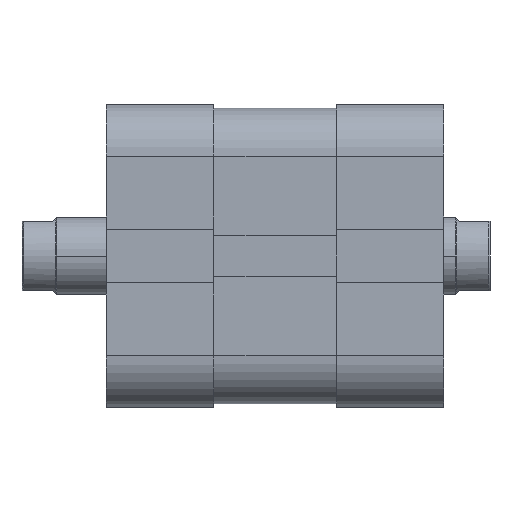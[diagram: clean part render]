
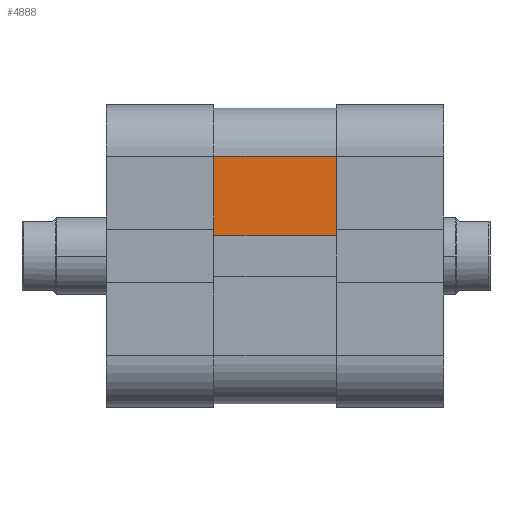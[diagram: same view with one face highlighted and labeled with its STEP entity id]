
A CAD part, front view. The second image highlights one B-rep face of the part: STEP entity #4888.
In plain terms, the highlighted face is planar.
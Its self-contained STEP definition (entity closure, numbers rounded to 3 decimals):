
#26 = CARTESIAN_POINT ( 'NONE',  ( 38.5, 16.55, -16. ) ) ;
#244 = VERTEX_POINT ( 'NONE', #26 ) ;
#516 = VERTEX_POINT ( 'NONE', #533 ) ;
#533 = CARTESIAN_POINT ( 'NONE',  ( 38.5, 6.25, -16. ) ) ;
#554 = VERTEX_POINT ( 'NONE', #571 ) ;
#562 = VERTEX_POINT ( 'NONE', #574 ) ;
#571 = CARTESIAN_POINT ( 'NONE',  ( 38.5, 6.25, 0. ) ) ;
#574 = CARTESIAN_POINT ( 'NONE',  ( 38.5, 16.55, 0. ) ) ;
#1204 = CARTESIAN_POINT ( 'NONE',  ( 38.5, 32.25, -16. ) ) ;
#1205 = PLANE ( 'NONE',  #2634 ) ;
#1207 = DIRECTION ( 'NONE',  ( 1., 0., 0. ) ) ;
#1208 = DIRECTION ( 'NONE',  ( 0., 0., -1. ) ) ;
#2384 = EDGE_CURVE ( 'NONE', #516, #554, #5388, .T. ) ;
#2399 = EDGE_CURVE ( 'NONE', #516, #244, #5411, .T. ) ;
#2400 = EDGE_CURVE ( 'NONE', #554, #562, #5414, .T. ) ;
#2420 = EDGE_CURVE ( 'NONE', #244, #562, #5450, .T. ) ;
#2634 = AXIS2_PLACEMENT_3D ( 'NONE', #1204, #1207, #1208 ) ;
#2908 = ORIENTED_EDGE ( 'NONE', *, *, #2400, .F. ) ;
#2980 = ORIENTED_EDGE ( 'NONE', *, *, #2420, .T. ) ;
#3021 = ORIENTED_EDGE ( 'NONE', *, *, #2399, .T. ) ;
#3105 = ORIENTED_EDGE ( 'NONE', *, *, #2384, .F. ) ;
#3378 = EDGE_LOOP ( 'NONE', ( #2980, #2908, #3105, #3021 ) ) ;
#4888 = ADVANCED_FACE ( 'NONE', ( #5802 ), #1205, .T. ) ;
#5388 = LINE ( 'NONE', #6342, #5389 ) ;
#5389 = VECTOR ( 'NONE', #6341, 1000. ) ;
#5411 = LINE ( 'NONE', #6300, #5412 ) ;
#5412 = VECTOR ( 'NONE', #6303, 1000. ) ;
#5414 = LINE ( 'NONE', #6401, #5416 ) ;
#5416 = VECTOR ( 'NONE', #6302, 1000. ) ;
#5450 = LINE ( 'NONE', #6221, #5451 ) ;
#5451 = VECTOR ( 'NONE', #6222, 1000. ) ;
#5802 = FACE_OUTER_BOUND ( 'NONE', #3378, .T. ) ;
#6221 = CARTESIAN_POINT ( 'NONE',  ( 38.5, 16.55, -16. ) ) ;
#6222 = DIRECTION ( 'NONE',  ( 0., 0., 1. ) ) ;
#6300 = CARTESIAN_POINT ( 'NONE',  ( 38.5, 32.25, -16. ) ) ;
#6302 = DIRECTION ( 'NONE',  ( 0., 1., 0. ) ) ;
#6303 = DIRECTION ( 'NONE',  ( 0., 1., 0. ) ) ;
#6341 = DIRECTION ( 'NONE',  ( 0., 0., 1. ) ) ;
#6342 = CARTESIAN_POINT ( 'NONE',  ( 38.5, 6.25, -16. ) ) ;
#6401 = CARTESIAN_POINT ( 'NONE',  ( 38.5, 32.25, 0. ) ) ;
